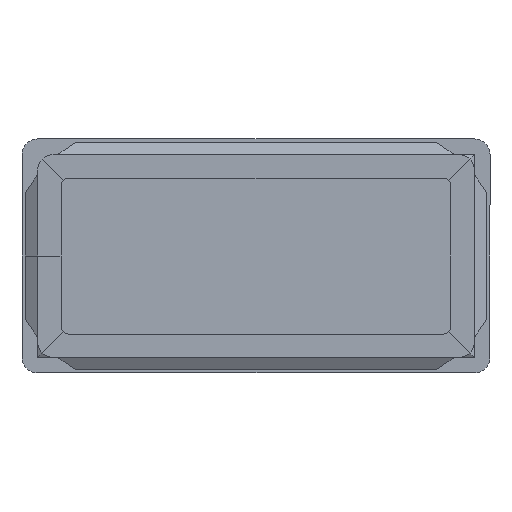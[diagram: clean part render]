
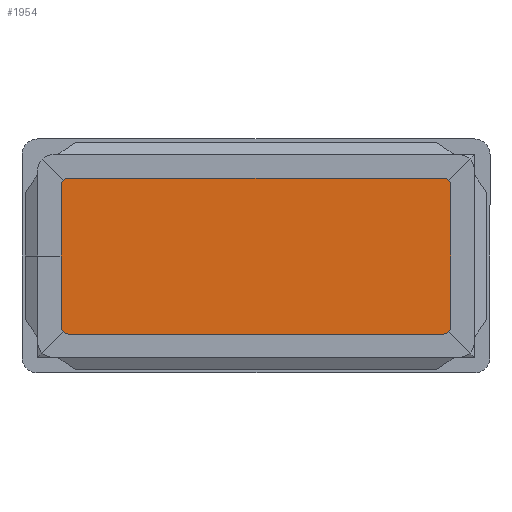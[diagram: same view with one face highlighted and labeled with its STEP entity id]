
A CAD part, front view. The second image highlights one B-rep face of the part: STEP entity #1954.
In plain terms, the highlighted planar face has unit normal (0, -1, 0).
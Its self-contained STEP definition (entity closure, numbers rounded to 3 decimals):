
#18 = DIRECTION ( 'NONE',  ( 0., 1., 0. ) ) ;
#86 = CARTESIAN_POINT ( 'NONE',  ( -12., 13., 4.5 ) ) ;
#108 = CARTESIAN_POINT ( 'NONE',  ( -12.5, 13., -5. ) ) ;
#187 = ORIENTED_EDGE ( 'NONE', *, *, #1779, .T. ) ;
#191 = LINE ( 'NONE', #2891, #1618 ) ;
#279 = ORIENTED_EDGE ( 'NONE', *, *, #2281, .F. ) ;
#291 = EDGE_LOOP ( 'NONE', ( #2810, #566, #2865, #385, #1463, #279, #672, #1554, #187 ) ) ;
#318 = EDGE_CURVE ( 'NONE', #3164, #483, #2054, .T. ) ;
#381 = CIRCLE ( 'NONE', #1970, 0.5 ) ;
#385 = ORIENTED_EDGE ( 'NONE', *, *, #2432, .T. ) ;
#428 = CIRCLE ( 'NONE', #3009, 0.5 ) ;
#481 = DIRECTION ( 'NONE',  ( 0., 0., 1. ) ) ;
#483 = VERTEX_POINT ( 'NONE', #2575 ) ;
#553 = CIRCLE ( 'NONE', #957, 0.5 ) ;
#566 = ORIENTED_EDGE ( 'NONE', *, *, #3111, .T. ) ;
#658 = DIRECTION ( 'NONE',  ( 0., -1., 0. ) ) ;
#672 = ORIENTED_EDGE ( 'NONE', *, *, #1385, .T. ) ;
#675 = DIRECTION ( 'NONE',  ( 0., 0., 1. ) ) ;
#676 = DIRECTION ( 'NONE',  ( 0., 0., -1. ) ) ;
#721 = EDGE_CURVE ( 'NONE', #1872, #739, #191, .T. ) ;
#739 = VERTEX_POINT ( 'NONE', #936 ) ;
#835 = CARTESIAN_POINT ( 'NONE',  ( -12.5, 13., 0. ) ) ;
#892 = AXIS2_PLACEMENT_3D ( 'NONE', #941, #18, #2966 ) ;
#936 = CARTESIAN_POINT ( 'NONE',  ( 12.5, 13., -4.5 ) ) ;
#941 = CARTESIAN_POINT ( 'NONE',  ( 0., 13., 0. ) ) ;
#945 = CARTESIAN_POINT ( 'NONE',  ( 12., 13., -5. ) ) ;
#957 = AXIS2_PLACEMENT_3D ( 'NONE', #1291, #3014, #2283 ) ;
#992 = VECTOR ( 'NONE', #2812, 1000. ) ;
#1062 = DIRECTION ( 'NONE',  ( 0., -1., 0. ) ) ;
#1160 = CARTESIAN_POINT ( 'NONE',  ( -12.5, 13., 4.5 ) ) ;
#1262 = VECTOR ( 'NONE', #2826, 1000. ) ;
#1291 = CARTESIAN_POINT ( 'NONE',  ( -12., 13., -4.5 ) ) ;
#1323 = CARTESIAN_POINT ( 'NONE',  ( -12.5, 13., 5. ) ) ;
#1330 = VERTEX_POINT ( 'NONE', #2777 ) ;
#1385 = EDGE_CURVE ( 'NONE', #1330, #483, #553, .T. ) ;
#1439 = VERTEX_POINT ( 'NONE', #835 ) ;
#1463 = ORIENTED_EDGE ( 'NONE', *, *, #2736, .F. ) ;
#1554 = ORIENTED_EDGE ( 'NONE', *, *, #318, .F. ) ;
#1565 = CIRCLE ( 'NONE', #2535, 0.5 ) ;
#1566 = LINE ( 'NONE', #1323, #992 ) ;
#1618 = VECTOR ( 'NONE', #676, 1000. ) ;
#1696 = EDGE_CURVE ( 'NONE', #2144, #2987, #1566, .T. ) ;
#1779 = EDGE_CURVE ( 'NONE', #3164, #739, #428, .T. ) ;
#1854 = DIRECTION ( 'NONE',  ( 0., -1., 0. ) ) ;
#1872 = VERTEX_POINT ( 'NONE', #3167 ) ;
#1937 = CARTESIAN_POINT ( 'NONE',  ( -12.5, 13., -5. ) ) ;
#1954 = ADVANCED_FACE ( 'NONE', ( #2914 ), #1972, .F. ) ;
#1970 = AXIS2_PLACEMENT_3D ( 'NONE', #3112, #1854, #2848 ) ;
#1972 = PLANE ( 'NONE',  #892 ) ;
#2024 = CARTESIAN_POINT ( 'NONE',  ( 12., 13., 5. ) ) ;
#2035 = DIRECTION ( 'NONE',  ( 0., 0., 1. ) ) ;
#2054 = LINE ( 'NONE', #108, #1262 ) ;
#2144 = VERTEX_POINT ( 'NONE', #3089 ) ;
#2271 = VECTOR ( 'NONE', #481, 1000. ) ;
#2281 = EDGE_CURVE ( 'NONE', #1330, #1439, #2368, .T. ) ;
#2283 = DIRECTION ( 'NONE',  ( 0., 0., 1. ) ) ;
#2319 = VERTEX_POINT ( 'NONE', #1160 ) ;
#2368 = LINE ( 'NONE', #2943, #2752 ) ;
#2432 = EDGE_CURVE ( 'NONE', #2144, #2319, #1565, .T. ) ;
#2535 = AXIS2_PLACEMENT_3D ( 'NONE', #86, #1062, #2035 ) ;
#2575 = CARTESIAN_POINT ( 'NONE',  ( -12., 13., -5. ) ) ;
#2623 = DIRECTION ( 'NONE',  ( 0., 0., 1. ) ) ;
#2690 = LINE ( 'NONE', #1937, #2271 ) ;
#2736 = EDGE_CURVE ( 'NONE', #1439, #2319, #2690, .T. ) ;
#2752 = VECTOR ( 'NONE', #675, 1000. ) ;
#2777 = CARTESIAN_POINT ( 'NONE',  ( -12.5, 13., -4.5 ) ) ;
#2810 = ORIENTED_EDGE ( 'NONE', *, *, #721, .F. ) ;
#2812 = DIRECTION ( 'NONE',  ( 1., 0., 0. ) ) ;
#2826 = DIRECTION ( 'NONE',  ( -1., 0., 0. ) ) ;
#2848 = DIRECTION ( 'NONE',  ( 0., 0., 1. ) ) ;
#2865 = ORIENTED_EDGE ( 'NONE', *, *, #1696, .F. ) ;
#2872 = CARTESIAN_POINT ( 'NONE',  ( 12., 13., -4.5 ) ) ;
#2891 = CARTESIAN_POINT ( 'NONE',  ( 12.5, 13., -5. ) ) ;
#2914 = FACE_OUTER_BOUND ( 'NONE', #291, .T. ) ;
#2943 = CARTESIAN_POINT ( 'NONE',  ( -12.5, 13., -5. ) ) ;
#2966 = DIRECTION ( 'NONE',  ( 0., 0., 1. ) ) ;
#2987 = VERTEX_POINT ( 'NONE', #2024 ) ;
#3009 = AXIS2_PLACEMENT_3D ( 'NONE', #2872, #658, #2623 ) ;
#3014 = DIRECTION ( 'NONE',  ( 0., -1., 0. ) ) ;
#3089 = CARTESIAN_POINT ( 'NONE',  ( -12., 13., 5. ) ) ;
#3111 = EDGE_CURVE ( 'NONE', #1872, #2987, #381, .T. ) ;
#3112 = CARTESIAN_POINT ( 'NONE',  ( 12., 13., 4.5 ) ) ;
#3164 = VERTEX_POINT ( 'NONE', #945 ) ;
#3167 = CARTESIAN_POINT ( 'NONE',  ( 12.5, 13., 4.5 ) ) ;
